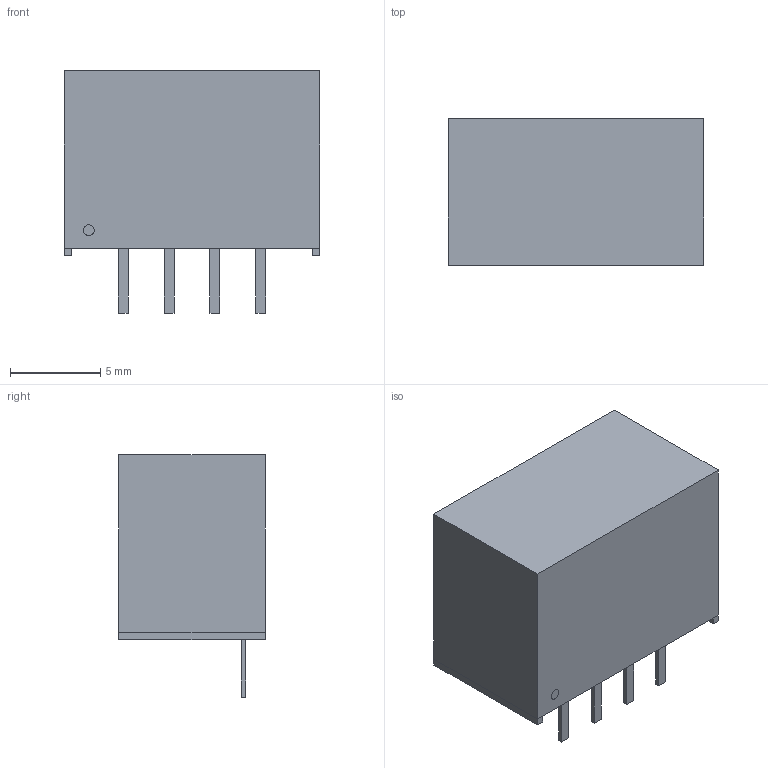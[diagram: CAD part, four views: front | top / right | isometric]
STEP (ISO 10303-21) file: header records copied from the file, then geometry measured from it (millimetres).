
FILE_DESCRIPTION((''),'2;1');
FILE_NAME('DCDC_MURATA_MEE3.stp','2013-10-22T09:04:12',(''),(''),'Mechanical Desktop 2011','Mechanical Desktop 2011',', , ');
FILE_SCHEMA(('AUTOMOTIVE_DESIGN { 1 2 10303 214 1 1 1 1 }'));
Length unit declared in the file: millimetre
Products named in the file (1): Product
Bounding box: 14.15 x 8.15 x 13.45 mm (x, y, z)
Volume: 1140.5 mm3; surface area: 721.8 mm2
Topology: 8 solids, 8 shells, 49 faces, 96 edges, 64 vertices
Faces by surface type: plane 33, bspline 12, cylinder 4
Entity records: 1290 total; most frequent: CARTESIAN_POINT 246, ORIENTED_EDGE 192, DIRECTION 180, EDGE_CURVE 96, VECTOR 88, LINE 88, VERTEX_POINT 64, EDGE_LOOP 50
